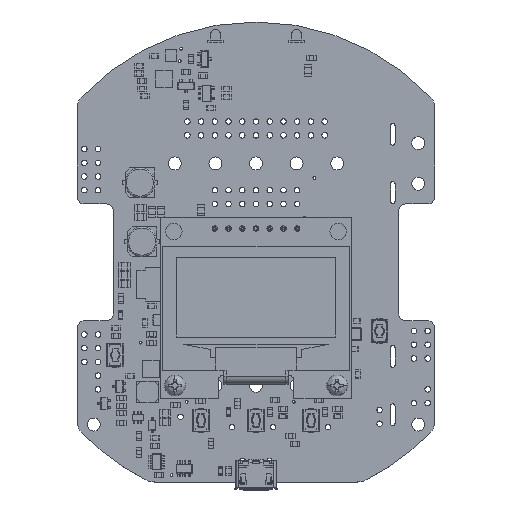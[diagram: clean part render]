
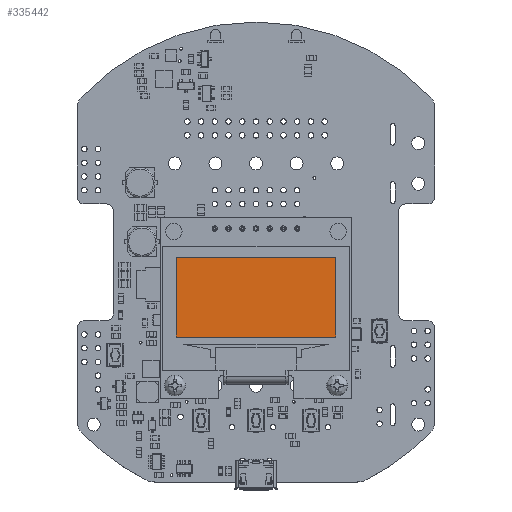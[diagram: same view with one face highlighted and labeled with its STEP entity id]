
A CAD part, top view. The second image highlights one B-rep face of the part: STEP entity #335442.
In plain terms, the highlighted planar face has unit normal (0, 0, 1).
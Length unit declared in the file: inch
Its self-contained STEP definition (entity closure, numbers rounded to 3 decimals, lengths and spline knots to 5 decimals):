
#466 = DIRECTION ( 'NONE',  ( -1., 0., 0. ) ) ;
#3857 = ORIENTED_EDGE ( 'NONE', *, *, #299006, .T. ) ;
#4663 = CARTESIAN_POINT ( 'NONE',  ( 0.57913, 0.03437, 0.43704 ) ) ;
#22845 = DIRECTION ( 'NONE',  ( 1., 0., 0. ) ) ;
#38616 = CARTESIAN_POINT ( 'NONE',  ( 0.57913, -0.54437, 0.43704 ) ) ;
#38988 = ORIENTED_EDGE ( 'NONE', *, *, #287033, .T. ) ;
#49525 = DIRECTION ( 'NONE',  ( 1., 0., 0. ) ) ;
#51632 = EDGE_CURVE ( 'NONE', #285199, #291008, #326714, .T. ) ;
#71421 = EDGE_CURVE ( 'NONE', #169214, #285199, #208560, .T. ) ;
#72746 = VECTOR ( 'NONE', #466, 39.37008 ) ;
#76731 = LINE ( 'NONE', #215734, #283080 ) ;
#84871 = AXIS2_PLACEMENT_3D ( 'NONE', #100039, #213732, #49525 ) ;
#100039 = CARTESIAN_POINT ( 'NONE',  ( -0.69685, -0.99516, 0.43704 ) ) ;
#105235 = LINE ( 'NONE', #137757, #356268 ) ;
#115248 = CARTESIAN_POINT ( 'NONE',  ( 0.57913, 0.03437, 0.43704 ) ) ;
#125937 = CARTESIAN_POINT ( 'NONE',  ( -0.57913, 0.03437, 0.43704 ) ) ;
#137757 = CARTESIAN_POINT ( 'NONE',  ( -0.57913, 0.03437, 0.43704 ) ) ;
#147431 = CARTESIAN_POINT ( 'NONE',  ( -0.57913, -0.54437, 0.43704 ) ) ;
#149485 = ORIENTED_EDGE ( 'NONE', *, *, #71421, .T. ) ;
#168222 = ORIENTED_EDGE ( 'NONE', *, *, #51632, .T. ) ;
#169214 = VERTEX_POINT ( 'NONE', #38616 ) ;
#182852 = VERTEX_POINT ( 'NONE', #147431 ) ;
#186621 = FACE_OUTER_BOUND ( 'NONE', #251479, .T. ) ;
#208560 = LINE ( 'NONE', #115248, #250349 ) ;
#213732 = DIRECTION ( 'NONE',  ( 0., 0., 1. ) ) ;
#215734 = CARTESIAN_POINT ( 'NONE',  ( -0.57913, -0.54437, 0.43704 ) ) ;
#218531 = CARTESIAN_POINT ( 'NONE',  ( -0.57913, 0.03437, 0.43704 ) ) ;
#250349 = VECTOR ( 'NONE', #337085, 39.37008 ) ;
#251479 = EDGE_LOOP ( 'NONE', ( #3857, #38988, #149485, #168222 ) ) ;
#283080 = VECTOR ( 'NONE', #22845, 39.37008 ) ;
#285199 = VERTEX_POINT ( 'NONE', #4663 ) ;
#287033 = EDGE_CURVE ( 'NONE', #182852, #169214, #76731, .T. ) ;
#291008 = VERTEX_POINT ( 'NONE', #125937 ) ;
#299006 = EDGE_CURVE ( 'NONE', #291008, #182852, #105235, .T. ) ;
#326714 = LINE ( 'NONE', #218531, #72746 ) ;
#335442 = ADVANCED_FACE ( 'NONE', ( #186621 ), #348727, .T. ) ;
#337085 = DIRECTION ( 'NONE',  ( 0., 1., 0. ) ) ;
#348727 = PLANE ( 'NONE',  #84871 ) ;
#352202 = DIRECTION ( 'NONE',  ( 0., -1., 0. ) ) ;
#356268 = VECTOR ( 'NONE', #352202, 39.37008 ) ;
